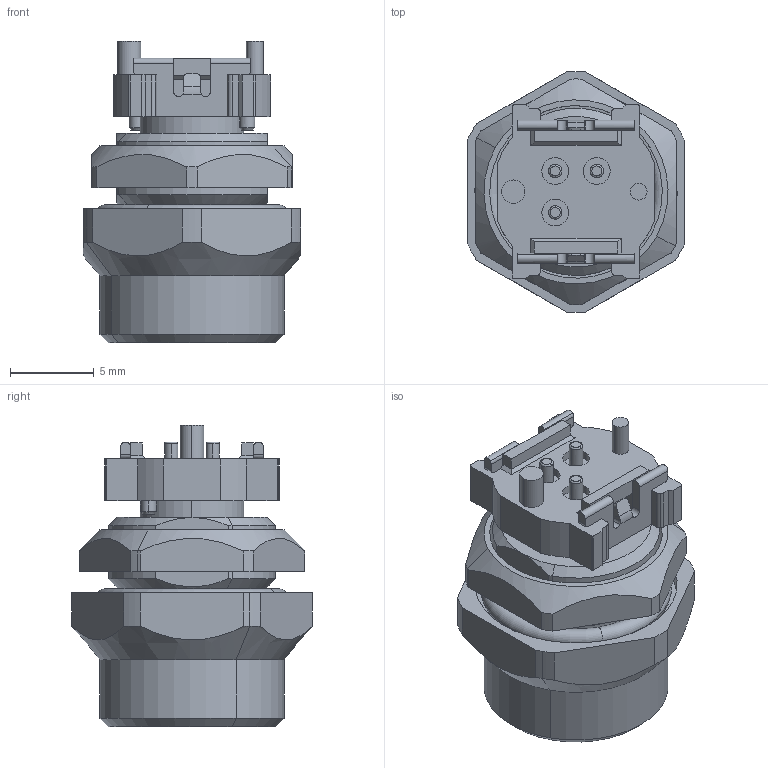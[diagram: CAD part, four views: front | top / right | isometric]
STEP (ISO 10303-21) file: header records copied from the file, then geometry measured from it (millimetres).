
FILE_DESCRIPTION(('CATIA V5R24 STEP','CAx-IF Rec.Pracs.--- Model Styling and Organization---1.2---2011-12-15'),'2;1');
FILE_NAME ('D1461788_0_2422200000_2422200000.stp','2017-08-29T11:56:27+00:00',('none'),('Weidmueller'),'CATIA Version 5-6 Release 2014 SP4 HF52','CATIA V5 STEP AP214','none');
FILE_SCHEMA(('AUTOMOTIVE_DESIGN { 1 0 10303 214 1 1 1 1 }'));
Length unit declared in the file: millimetre
Products named in the file (1): 2422200000
Bounding box: 13 x 14.39 x 18 mm (x, y, z)
Volume: 1454.7 mm3; surface area: 2032.2 mm2
Topology: 7 solids, 7 shells, 355 faces, 931 edges, 608 vertices
Faces by surface type: plane 165, cylinder 147, cone 24, torus 14, bspline 4, extrusion 1
Entity records: 11572 total; most frequent: CARTESIAN_POINT 3233, ORIENTED_EDGE 1862, DIRECTION 1412, EDGE_CURVE 931, VERTEX_POINT 608, AXIS2_PLACEMENT_3D 587, VECTOR 542, LINE 541
